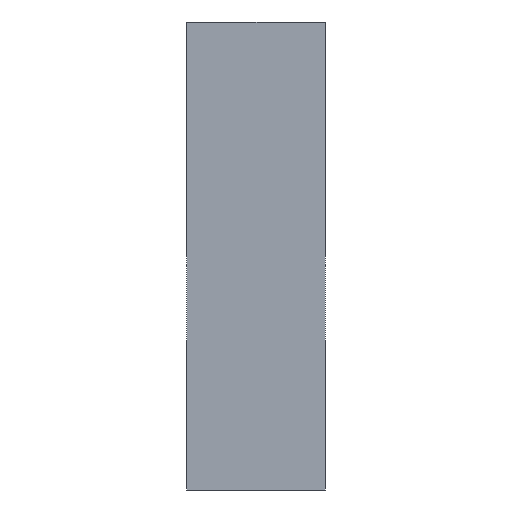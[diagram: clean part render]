
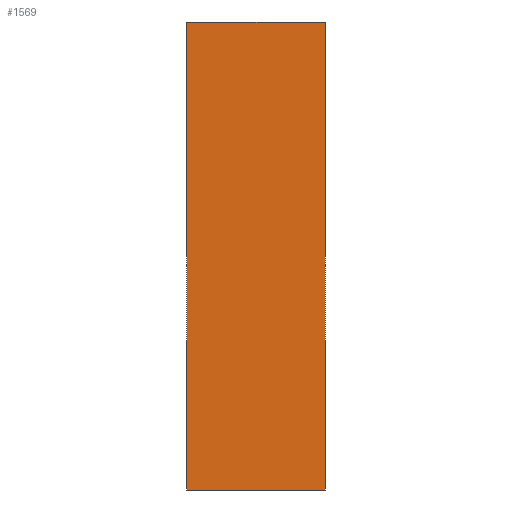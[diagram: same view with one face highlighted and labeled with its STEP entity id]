
A CAD part, left-side view. The second image highlights one B-rep face of the part: STEP entity #1569.
In plain terms, the highlighted planar face has unit normal (-1, 0, 0).
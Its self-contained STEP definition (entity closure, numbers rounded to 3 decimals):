
#58 = VERTEX_POINT ( 'NONE', #1643 ) ;
#79 = FACE_OUTER_BOUND ( 'NONE', #1369, .T. ) ;
#245 = CARTESIAN_POINT ( 'NONE',  ( 0., 0., 0. ) ) ;
#256 = LINE ( 'NONE', #245, #474 ) ;
#265 = VERTEX_POINT ( 'NONE', #1189 ) ;
#268 = VECTOR ( 'NONE', #1640, 1000. ) ;
#327 = EDGE_CURVE ( 'NONE', #265, #660, #256, .T. ) ;
#335 = LINE ( 'NONE', #1114, #268 ) ;
#357 = ORIENTED_EDGE ( 'NONE', *, *, #873, .T. ) ;
#413 = DIRECTION ( 'NONE',  ( 0., -1., 0. ) ) ;
#430 = LINE ( 'NONE', #1420, #862 ) ;
#457 = DIRECTION ( 'NONE',  ( 0., -1., 0. ) ) ;
#474 = VECTOR ( 'NONE', #1546, 1000. ) ;
#482 = DIRECTION ( 'NONE',  ( 0., 0., -1. ) ) ;
#486 = VECTOR ( 'NONE', #413, 1000. ) ;
#658 = DIRECTION ( 'NONE',  ( 1., 0., 0. ) ) ;
#660 = VERTEX_POINT ( 'NONE', #1324 ) ;
#732 = PLANE ( 'NONE',  #1846 ) ;
#785 = VERTEX_POINT ( 'NONE', #1543 ) ;
#862 = VECTOR ( 'NONE', #457, 1000. ) ;
#873 = EDGE_CURVE ( 'NONE', #785, #265, #2036, .T. ) ;
#975 = ORIENTED_EDGE ( 'NONE', *, *, #327, .T. ) ;
#1097 = EDGE_CURVE ( 'NONE', #785, #58, #335, .T. ) ;
#1114 = CARTESIAN_POINT ( 'NONE',  ( 0., 29.5, 0. ) ) ;
#1189 = CARTESIAN_POINT ( 'NONE',  ( 0., 0., 0. ) ) ;
#1264 = ORIENTED_EDGE ( 'NONE', *, *, #1097, .F. ) ;
#1324 = CARTESIAN_POINT ( 'NONE',  ( 0., 0., 99.5 ) ) ;
#1369 = EDGE_LOOP ( 'NONE', ( #975, #1822, #1264, #357 ) ) ;
#1420 = CARTESIAN_POINT ( 'NONE',  ( 0., 29.5, 99.5 ) ) ;
#1543 = CARTESIAN_POINT ( 'NONE',  ( 0., 29.5, 0. ) ) ;
#1546 = DIRECTION ( 'NONE',  ( 0., 0., 1. ) ) ;
#1552 = EDGE_CURVE ( 'NONE', #58, #660, #430, .T. ) ;
#1569 = ADVANCED_FACE ( 'NONE', ( #79 ), #732, .F. ) ;
#1640 = DIRECTION ( 'NONE',  ( 0., 0., 1. ) ) ;
#1643 = CARTESIAN_POINT ( 'NONE',  ( 0., 29.5, 99.5 ) ) ;
#1802 = CARTESIAN_POINT ( 'NONE',  ( 0., 29.5, 0. ) ) ;
#1822 = ORIENTED_EDGE ( 'NONE', *, *, #1552, .F. ) ;
#1846 = AXIS2_PLACEMENT_3D ( 'NONE', #1802, #658, #482 ) ;
#1868 = CARTESIAN_POINT ( 'NONE',  ( 0., 29.5, 0. ) ) ;
#2036 = LINE ( 'NONE', #1868, #486 ) ;
